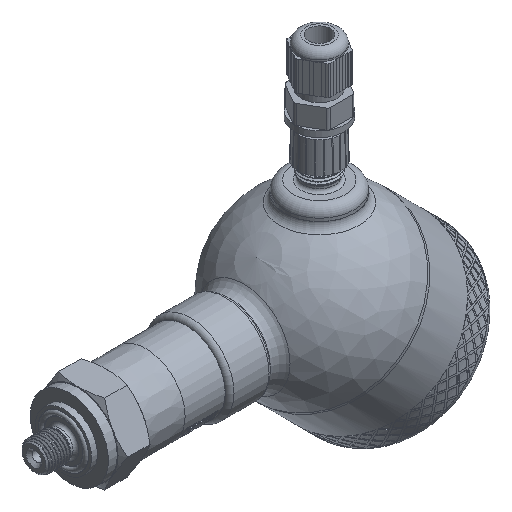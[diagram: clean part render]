
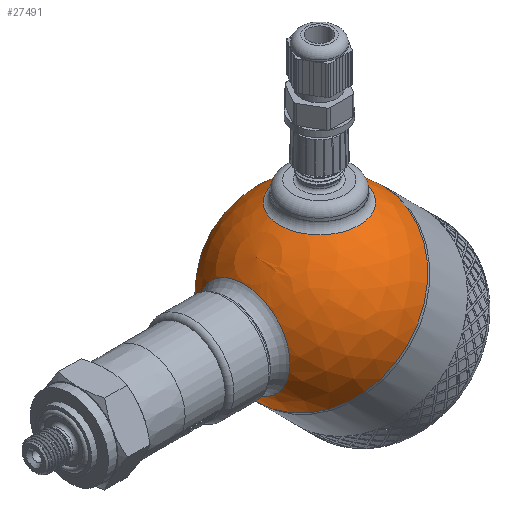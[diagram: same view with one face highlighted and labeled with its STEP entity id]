
A CAD part, isometric view. The second image highlights one B-rep face of the part: STEP entity #27491.
In plain terms, the highlighted spherical face has radius 30 mm.
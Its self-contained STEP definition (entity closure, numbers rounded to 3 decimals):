
#65=SPHERICAL_SURFACE('',#29185,30.);
#1091=FACE_BOUND('',#3857,.T.);
#1092=FACE_BOUND('',#3858,.T.);
#2103=FACE_OUTER_BOUND('',#3856,.T.);
#3856=EDGE_LOOP('',(#19890,#19891,#19892,#19893));
#3857=EDGE_LOOP('',(#19894));
#3858=EDGE_LOOP('',(#19895));
#5521=CIRCLE('',#29108,30.);
#5522=CIRCLE('',#29109,30.);
#5549=CIRCLE('',#29181,13.5);
#5552=CIRCLE('',#29186,30.);
#5553=CIRCLE('',#29187,15.643);
#10958=VERTEX_POINT('',#36297);
#10959=VERTEX_POINT('',#36299);
#11434=VERTEX_POINT('',#42361);
#11436=VERTEX_POINT('',#42368);
#11437=VERTEX_POINT('',#42370);
#13907=EDGE_CURVE('',#10958,#10959,#5521,.T.);
#13908=EDGE_CURVE('',#10959,#10958,#5522,.T.);
#14623=EDGE_CURVE('',#11434,#11434,#5549,.T.);
#14626=EDGE_CURVE('',#10959,#11436,#5552,.T.);
#14627=EDGE_CURVE('',#11437,#11437,#5553,.T.);
#19890=ORIENTED_EDGE('',*,*,#13908,.F.);
#19891=ORIENTED_EDGE('',*,*,#14626,.T.);
#19892=ORIENTED_EDGE('',*,*,#14626,.F.);
#19893=ORIENTED_EDGE('',*,*,#13907,.F.);
#19894=ORIENTED_EDGE('',*,*,#14627,.F.);
#19895=ORIENTED_EDGE('',*,*,#14623,.F.);
#27491=ADVANCED_FACE('',(#2103,#1091,#1092),#65,.T.);
#29108=AXIS2_PLACEMENT_3D('',#36300,#30681,#30682);
#29109=AXIS2_PLACEMENT_3D('',#36301,#30683,#30684);
#29181=AXIS2_PLACEMENT_3D('',#42362,#31079,#31080);
#29185=AXIS2_PLACEMENT_3D('',#42367,#31087,#31088);
#29186=AXIS2_PLACEMENT_3D('',#42369,#31089,#31090);
#29187=AXIS2_PLACEMENT_3D('',#42371,#31091,#31092);
#30681=DIRECTION('center_axis',(1.,0.,0.));
#30682=DIRECTION('ref_axis',(0.,1.,0.));
#30683=DIRECTION('center_axis',(1.,0.,0.));
#30684=DIRECTION('ref_axis',(0.,1.,0.));
#31079=DIRECTION('center_axis',(-0.707,0.,-0.707));
#31080=DIRECTION('ref_axis',(-0.707,0.,0.707));
#31087=DIRECTION('center_axis',(1.,0.,0.));
#31088=DIRECTION('ref_axis',(0.,-1.,0.));
#31089=DIRECTION('center_axis',(0.,0.,1.));
#31090=DIRECTION('ref_axis',(0.,1.,0.));
#31091=DIRECTION('center_axis',(-0.707,0.,0.707));
#31092=DIRECTION('ref_axis',(0.707,0.,0.707));
#36297=CARTESIAN_POINT('',(0.,-30.,0.));
#36299=CARTESIAN_POINT('',(0.,30.,0.));
#36300=CARTESIAN_POINT('Origin',(0.,0.,0.));
#36301=CARTESIAN_POINT('Origin',(0.,0.,0.));
#42361=CARTESIAN_POINT('',(-9.398,0.,-28.49));
#42362=CARTESIAN_POINT('Origin',(-18.944,0.,-18.944));
#42367=CARTESIAN_POINT('Origin',(0.,0.,0.));
#42368=CARTESIAN_POINT('',(-30.,0.,0.));
#42369=CARTESIAN_POINT('Origin',(0.,0.,0.));
#42370=CARTESIAN_POINT('',(-29.162,0.,7.04));
#42371=CARTESIAN_POINT('Origin',(-18.101,0.,18.101));
